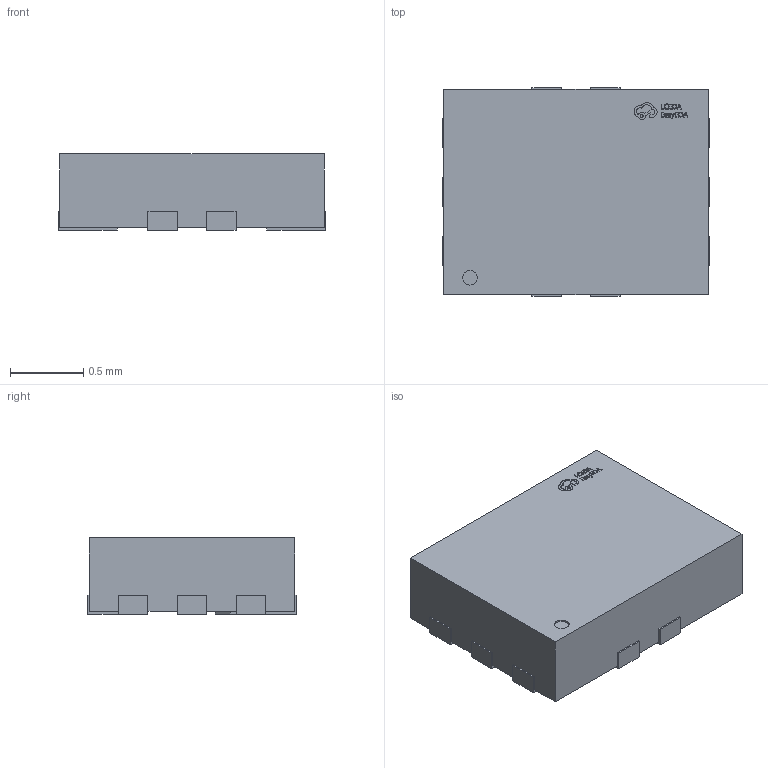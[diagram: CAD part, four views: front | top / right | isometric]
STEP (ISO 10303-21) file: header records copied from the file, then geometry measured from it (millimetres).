
FILE_DESCRIPTION (( 'STEP AP214' ), '1' );
FILE_NAME ('UQFN-10_L1.8-W1.4-P0.40-BL.step', '2022-07-15T04:00:10', ( '' ), ( '' ), 'SwSTEP 2.0', 'SolidWorks 2020', '' );
FILE_SCHEMA (( 'AUTOMOTIVE_DESIGN' ));
Length unit declared in the file: millimetre
Products named in the file (1): UQFN-10_L1.8-W1.4-P0.40-BL
Bounding box: 1.82 x 1.42 x 0.52 mm (x, y, z)
Volume: 1.3 mm3; surface area: 8.6 mm2
Topology: 14 solids, 14 shells, 360 faces, 972 edges, 648 vertices
Faces by surface type: plane 246, bspline 112, cylinder 2
Entity records: 16496 total; most frequent: CARTESIAN_POINT 4085, ORIENTED_EDGE 1944, DIRECTION 1246, EDGE_CURVE 972, VECTOR 740, LINE 740, VERTEX_POINT 648, EDGE_LOOP 380
